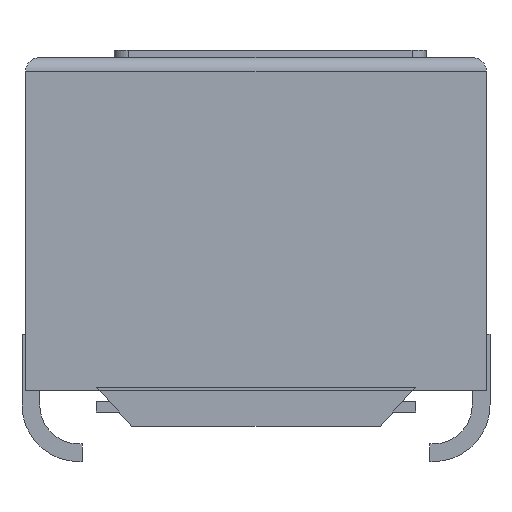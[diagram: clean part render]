
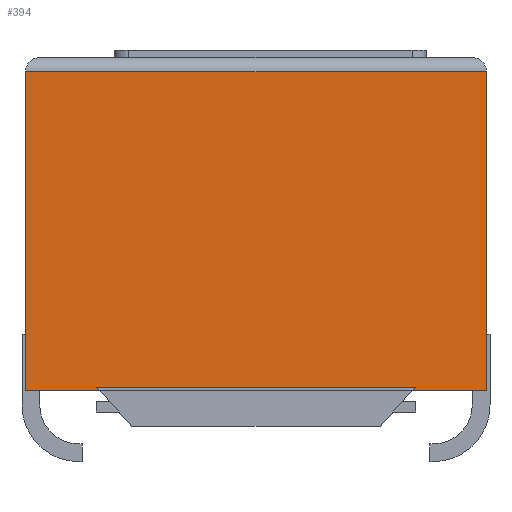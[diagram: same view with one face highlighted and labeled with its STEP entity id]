
A CAD part, front view. The second image highlights one B-rep face of the part: STEP entity #394.
In plain terms, the highlighted planar face has unit normal (0, -1, 0).
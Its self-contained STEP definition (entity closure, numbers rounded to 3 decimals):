
#12=DIRECTION('',(0.,0.,1.));
#26=VECTOR('',#27,1.);
#27=DIRECTION('',(1.,0.,0.));
#67=VECTOR('',#12,1.);
#74=DIRECTION('',(0.,1.,0.));
#177=VERTEX_POINT('',#178);
#178=CARTESIAN_POINT('',(-3.25,-5.,5.5));
#215=VERTEX_POINT('',#216);
#216=CARTESIAN_POINT('',(3.25,-5.,5.5));
#221=EDGE_CURVE('',#177,#215,#222,.T.);
#222=LINE('',#178,#26);
#248=EDGE_CURVE('',#249,#177,#251,.T.);
#249=VERTEX_POINT('',#250);
#250=CARTESIAN_POINT('',(-3.25,-5.,1.));
#251=LINE('',#250,#67);
#380=VECTOR('',#381,1.);
#381=DIRECTION('',(-1.,0.,0.));
#394=ADVANCED_FACE('',(#395),#431,.F.);
#395=FACE_BOUND('',#396,.F.);
#396=EDGE_LOOP('',(#397,#398,#399,#404,#409,#417,#422,#429));
#397=ORIENTED_EDGE('',*,*,#248,.T.);
#398=ORIENTED_EDGE('',*,*,#221,.T.);
#399=ORIENTED_EDGE('',*,*,#400,.F.);
#400=EDGE_CURVE('',#401,#215,#403,.T.);
#401=VERTEX_POINT('',#402);
#402=CARTESIAN_POINT('',(3.25,-5.,1.));
#403=LINE('',#402,#67);
#404=ORIENTED_EDGE('',*,*,#405,.F.);
#405=EDGE_CURVE('',#406,#401,#408,.T.);
#406=VERTEX_POINT('',#407);
#407=CARTESIAN_POINT('',(2.205,-5.,1.));
#408=LINE('',#250,#26);
#409=ORIENTED_EDGE('',*,*,#410,.T.);
#410=EDGE_CURVE('',#406,#411,#413,.T.);
#411=VERTEX_POINT('',#412);
#412=CARTESIAN_POINT('',(2.25,-5.,1.05));
#413=LINE('',#414,#415);
#414=CARTESIAN_POINT('',(1.75,-5.,0.5));
#415=VECTOR('',#416,1.);
#416=DIRECTION('',(0.673,0.,0.74));
#417=ORIENTED_EDGE('',*,*,#418,.T.);
#418=EDGE_CURVE('',#411,#419,#421,.T.);
#419=VERTEX_POINT('',#420);
#420=CARTESIAN_POINT('',(-2.25,-5.,1.05));
#421=LINE('',#412,#380);
#422=ORIENTED_EDGE('',*,*,#423,.T.);
#423=EDGE_CURVE('',#419,#424,#426,.T.);
#424=VERTEX_POINT('',#425);
#425=CARTESIAN_POINT('',(-2.205,-5.,1.));
#426=LINE('',#420,#427);
#427=VECTOR('',#428,1.);
#428=DIRECTION('',(0.673,0.,-0.74));
#429=ORIENTED_EDGE('',*,*,#430,.F.);
#430=EDGE_CURVE('',#249,#424,#408,.T.);
#431=PLANE('',#432);
#432=AXIS2_PLACEMENT_3D('',#250,#74,#27);
